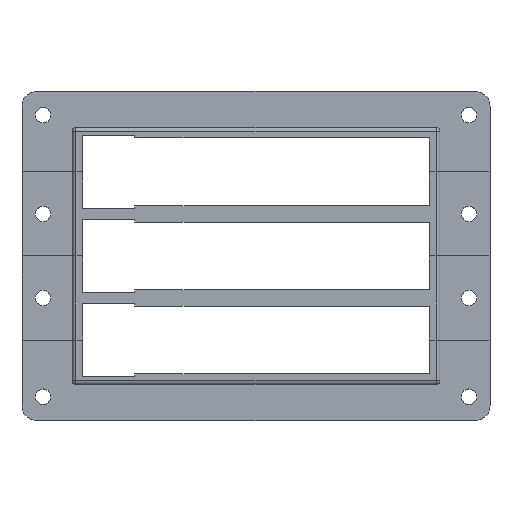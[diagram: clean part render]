
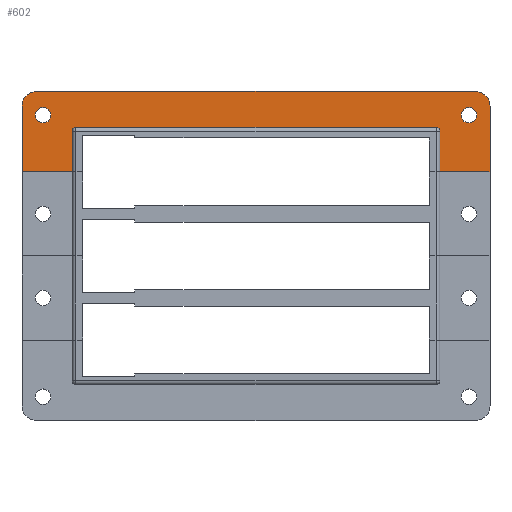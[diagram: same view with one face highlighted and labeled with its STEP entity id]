
A CAD part, top view. The second image highlights one B-rep face of the part: STEP entity #602.
In plain terms, the highlighted planar face has unit normal (0, 0, 1).
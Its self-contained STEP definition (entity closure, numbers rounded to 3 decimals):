
#103=(
BOUNDED_CURVE()
B_SPLINE_CURVE(3,(#8294,#8295,#8296,#8297),.UNSPECIFIED.,.F.,.F.)
B_SPLINE_CURVE_WITH_KNOTS((4,4),(0.,1.),.UNSPECIFIED.)
CURVE()
GEOMETRIC_REPRESENTATION_ITEM()
RATIONAL_B_SPLINE_CURVE((1.,0.805,0.805,1.))
REPRESENTATION_ITEM('')
);
#104=(
BOUNDED_CURVE()
B_SPLINE_CURVE(3,(#8307,#8308,#8309,#8310),.UNSPECIFIED.,.F.,.F.)
B_SPLINE_CURVE_WITH_KNOTS((4,4),(0.,1.),.UNSPECIFIED.)
CURVE()
GEOMETRIC_REPRESENTATION_ITEM()
RATIONAL_B_SPLINE_CURVE((1.,0.805,0.805,1.))
REPRESENTATION_ITEM('')
);
#252=FACE_BOUND('',#1432,.T.);
#253=FACE_BOUND('',#1433,.T.);
#254=FACE_BOUND('',#1434,.T.);
#365=CIRCLE('',#5755,4.25);
#367=CIRCLE('',#5758,4.25);
#382=CIRCLE('',#5825,8.);
#384=CIRCLE('',#5829,8.);
#391=CIRCLE('',#5846,4.25);
#393=CIRCLE('',#5849,4.25);
#602=ADVANCED_FACE('',(#252,#253,#254),#875,.T.);
#875=PLANE('',#5862);
#1432=EDGE_LOOP('',(#2280,#2281,#2282,#2283,#2284,#2285,#2286,#2287,#2288,
#2289,#2290,#2291));
#1433=EDGE_LOOP('',(#2292,#2293));
#1434=EDGE_LOOP('',(#2294,#2295));
#2280=ORIENTED_EDGE('',*,*,#3817,.T.);
#2281=ORIENTED_EDGE('',*,*,#4028,.F.);
#2282=ORIENTED_EDGE('',*,*,#3986,.T.);
#2283=ORIENTED_EDGE('',*,*,#3983,.T.);
#2284=ORIENTED_EDGE('',*,*,#3980,.T.);
#2285=ORIENTED_EDGE('',*,*,#4023,.T.);
#2286=ORIENTED_EDGE('',*,*,#4029,.T.);
#2287=ORIENTED_EDGE('',*,*,#4014,.T.);
#2288=ORIENTED_EDGE('',*,*,#4004,.T.);
#2289=ORIENTED_EDGE('',*,*,#4007,.T.);
#2290=ORIENTED_EDGE('',*,*,#4009,.T.);
#2291=ORIENTED_EDGE('',*,*,#4030,.T.);
#2292=ORIENTED_EDGE('',*,*,#4012,.T.);
#2293=ORIENTED_EDGE('',*,*,#3848,.T.);
#2294=ORIENTED_EDGE('',*,*,#4010,.T.);
#2295=ORIENTED_EDGE('',*,*,#3852,.T.);
#3271=VERTEX_POINT('',#7898);
#3272=VERTEX_POINT('',#7900);
#3300=VERTEX_POINT('',#7964);
#3301=VERTEX_POINT('',#7965);
#3304=VERTEX_POINT('',#7973);
#3305=VERTEX_POINT('',#7974);
#3391=VERTEX_POINT('',#8239);
#3392=VERTEX_POINT('',#8241);
#3394=VERTEX_POINT('',#8247);
#3396=VERTEX_POINT('',#8253);
#3406=VERTEX_POINT('',#8293);
#3407=VERTEX_POINT('',#8298);
#3408=VERTEX_POINT('',#8302);
#3409=VERTEX_POINT('',#8306);
#3410=VERTEX_POINT('',#8319);
#3415=VERTEX_POINT('',#8335);
#3817=EDGE_CURVE('',#3272,#3271,#4549,.T.);
#3848=EDGE_CURVE('',#3300,#3301,#365,.T.);
#3852=EDGE_CURVE('',#3304,#3305,#367,.T.);
#3980=EDGE_CURVE('',#3392,#3391,#382,.T.);
#3983=EDGE_CURVE('',#3394,#3392,#4691,.T.);
#3986=EDGE_CURVE('',#3396,#3394,#384,.T.);
#4004=EDGE_CURVE('',#3407,#3406,#103,.T.);
#4007=EDGE_CURVE('',#3406,#3408,#4704,.T.);
#4009=EDGE_CURVE('',#3408,#3409,#104,.T.);
#4010=EDGE_CURVE('',#3305,#3304,#391,.T.);
#4012=EDGE_CURVE('',#3301,#3300,#393,.T.);
#4014=EDGE_CURVE('',#3410,#3407,#4706,.T.);
#4023=EDGE_CURVE('',#3391,#3415,#4714,.T.);
#4028=EDGE_CURVE('',#3396,#3271,#4717,.T.);
#4029=EDGE_CURVE('',#3415,#3410,#4718,.T.);
#4030=EDGE_CURVE('',#3409,#3272,#4719,.T.);
#4549=LINE('',#7899,#5159);
#4691=LINE('',#8246,#5301);
#4704=LINE('',#8303,#5314);
#4706=LINE('',#8318,#5316);
#4714=LINE('',#8336,#5324);
#4717=LINE('',#8346,#5327);
#4718=LINE('',#8347,#5328);
#4719=LINE('',#8348,#5329);
#5159=VECTOR('',#6373,1.);
#5301=VECTOR('',#6681,1.);
#5314=VECTOR('',#6728,1.);
#5316=VECTOR('',#6746,1.);
#5324=VECTOR('',#6762,1.);
#5327=VECTOR('',#6777,1.);
#5328=VECTOR('',#6778,1.);
#5329=VECTOR('',#6779,1.);
#5755=AXIS2_PLACEMENT_3D('',#7963,#6420,#6421);
#5758=AXIS2_PLACEMENT_3D('',#7972,#6428,#6429);
#5825=AXIS2_PLACEMENT_3D('',#8240,#6675,#6676);
#5829=AXIS2_PLACEMENT_3D('',#8252,#6687,#6688);
#5846=AXIS2_PLACEMENT_3D('',#8312,#6734,#6735);
#5849=AXIS2_PLACEMENT_3D('',#8315,#6740,#6741);
#5862=AXIS2_PLACEMENT_3D('',#8349,#6780,#6781);
#6373=DIRECTION('',(1.,0.,0.));
#6420=DIRECTION('',(0.,0.,-1.));
#6421=DIRECTION('',(-1.,0.,0.));
#6428=DIRECTION('',(0.,0.,-1.));
#6429=DIRECTION('',(-1.,0.,0.));
#6675=DIRECTION('',(0.,0.,1.));
#6676=DIRECTION('',(-1.,0.,0.));
#6681=DIRECTION('',(-1.,0.,0.));
#6687=DIRECTION('',(0.,0.,1.));
#6688=DIRECTION('',(-1.,0.,0.));
#6728=DIRECTION('',(1.,0.,0.));
#6734=DIRECTION('',(0.,0.,-1.));
#6735=DIRECTION('',(-1.,0.,0.));
#6740=DIRECTION('',(0.,0.,-1.));
#6741=DIRECTION('',(-1.,0.,0.));
#6746=DIRECTION('',(0.,1.,0.));
#6762=DIRECTION('',(0.,-1.,0.));
#6777=DIRECTION('',(0.,-1.,0.));
#6778=DIRECTION('',(1.,0.,0.));
#6779=DIRECTION('',(0.,-1.,0.));
#6780=DIRECTION('',(0.,0.,1.));
#6781=DIRECTION('',(-1.,0.,0.));
#7898=CARTESIAN_POINT('',(118.,-23.,23.));
#7899=CARTESIAN_POINT('',(40.,-23.,23.));
#7900=CARTESIAN_POINT('',(90.587,-23.,23.));
#7963=CARTESIAN_POINT('',(-126.5,8.,23.));
#7964=CARTESIAN_POINT('',(-122.25,8.,23.));
#7965=CARTESIAN_POINT('',(-130.75,8.,23.));
#7972=CARTESIAN_POINT('',(106.5,8.,23.));
#7973=CARTESIAN_POINT('',(110.75,8.,23.));
#7974=CARTESIAN_POINT('',(102.25,8.,23.));
#8239=CARTESIAN_POINT('',(-138.,13.,23.));
#8240=CARTESIAN_POINT('',(-130.,13.,23.));
#8241=CARTESIAN_POINT('',(-130.,21.,23.));
#8246=CARTESIAN_POINT('',(70.238,21.,23.));
#8247=CARTESIAN_POINT('',(110.,21.,23.));
#8252=CARTESIAN_POINT('',(110.,13.,23.));
#8253=CARTESIAN_POINT('',(118.,13.,23.));
#8293=CARTESIAN_POINT('',(-108.587,1.337,23.));
#8294=CARTESIAN_POINT('',(-110.587,-0.663,23.));
#8295=CARTESIAN_POINT('',(-110.587,0.509,23.));
#8296=CARTESIAN_POINT('',(-109.759,1.337,23.));
#8297=CARTESIAN_POINT('',(-108.587,1.337,23.));
#8298=CARTESIAN_POINT('',(-110.587,-0.663,23.));
#8302=CARTESIAN_POINT('',(88.587,1.337,23.));
#8303=CARTESIAN_POINT('',(70.238,1.337,23.));
#8306=CARTESIAN_POINT('',(90.587,-0.663,23.));
#8307=CARTESIAN_POINT('',(88.587,1.337,23.));
#8308=CARTESIAN_POINT('',(89.759,1.337,23.));
#8309=CARTESIAN_POINT('',(90.587,0.509,23.));
#8310=CARTESIAN_POINT('',(90.587,-0.663,23.));
#8312=CARTESIAN_POINT('',(106.5,8.,23.));
#8315=CARTESIAN_POINT('',(-126.5,8.,23.));
#8318=CARTESIAN_POINT('',(-110.587,8.014,23.));
#8319=CARTESIAN_POINT('',(-110.587,-23.,23.));
#8335=CARTESIAN_POINT('',(-138.,-23.,23.));
#8336=CARTESIAN_POINT('',(-138.,8.014,23.));
#8346=CARTESIAN_POINT('',(118.,21.,23.));
#8347=CARTESIAN_POINT('',(0.,-23.,23.));
#8348=CARTESIAN_POINT('',(90.587,8.014,23.));
#8349=CARTESIAN_POINT('',(70.238,8.014,23.));
